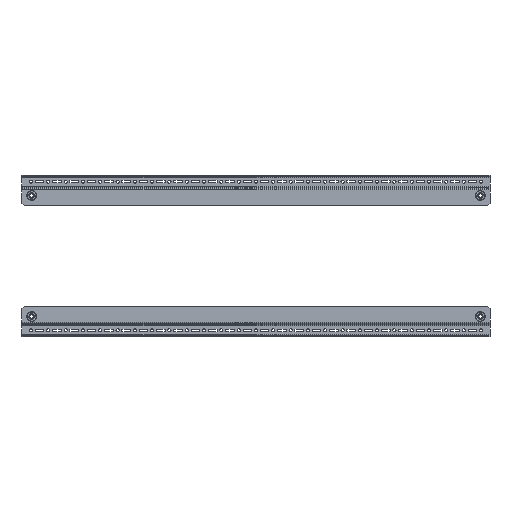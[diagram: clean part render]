
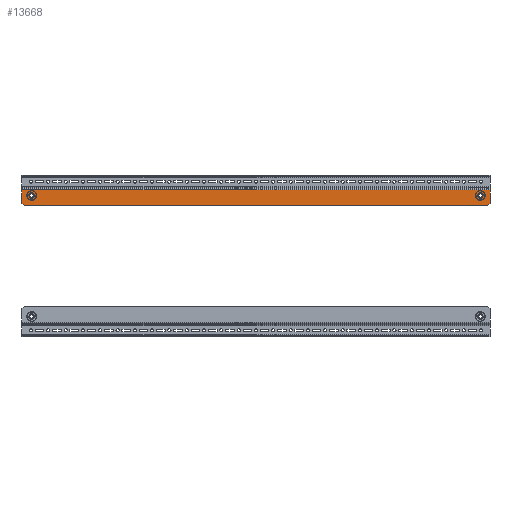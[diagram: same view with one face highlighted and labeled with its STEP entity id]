
A CAD part, left-side view. The second image highlights one B-rep face of the part: STEP entity #13668.
In plain terms, the highlighted face is planar.
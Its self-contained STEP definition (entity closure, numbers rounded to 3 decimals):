
#424 = LINE ( 'NONE', #7313, #12238 ) ;
#514 = AXIS2_PLACEMENT_3D ( 'NONE', #4503, #11905, #8634 ) ;
#633 = VERTEX_POINT ( 'NONE', #10347 ) ;
#727 = VERTEX_POINT ( 'NONE', #10392 ) ;
#889 = VECTOR ( 'NONE', #2924, 1000. ) ;
#916 = DIRECTION ( 'NONE',  ( 0.707, -0.707, 0. ) ) ;
#1044 = DIRECTION ( 'NONE',  ( 1., 0., 0. ) ) ;
#1068 = LINE ( 'NONE', #12413, #12048 ) ;
#1237 = DIRECTION ( 'NONE',  ( 1., 0., 0. ) ) ;
#1284 = AXIS2_PLACEMENT_3D ( 'NONE', #4381, #13733, #1044 ) ;
#1788 = DIRECTION ( 'NONE',  ( 0., 0., -1. ) ) ;
#1838 = VERTEX_POINT ( 'NONE', #13571 ) ;
#2124 = EDGE_CURVE ( 'NONE', #4324, #633, #13738, .T. ) ;
#2185 = CARTESIAN_POINT ( 'NONE',  ( 19.5, -324., -23.6 ) ) ;
#2258 = CARTESIAN_POINT ( 'NONE',  ( 34.5, 335., -23.6 ) ) ;
#2303 = DIRECTION ( 'NONE',  ( 0., 0., -1. ) ) ;
#2831 = DIRECTION ( 'NONE',  ( -1., 0., 0. ) ) ;
#2924 = DIRECTION ( 'NONE',  ( 0., -1., 0. ) ) ;
#2983 = ORIENTED_EDGE ( 'NONE', *, *, #5685, .T. ) ;
#2997 = CARTESIAN_POINT ( 'NONE',  ( 34.5, 335., -23.6 ) ) ;
#3034 = ORIENTED_EDGE ( 'NONE', *, *, #10527, .T. ) ;
#3057 = VECTOR ( 'NONE', #8527, 1000. ) ;
#3145 = VERTEX_POINT ( 'NONE', #3481 ) ;
#3182 = CARTESIAN_POINT ( 'NONE',  ( 11.375, -338., -23.6 ) ) ;
#3385 = CARTESIAN_POINT ( 'NONE',  ( 34.5, -335., -23.6 ) ) ;
#3404 = ORIENTED_EDGE ( 'NONE', *, *, #2124, .F. ) ;
#3481 = CARTESIAN_POINT ( 'NONE',  ( 11.375, -338., -23.6 ) ) ;
#3548 = EDGE_CURVE ( 'NONE', #4256, #3145, #5872, .T. ) ;
#4256 = VERTEX_POINT ( 'NONE', #7715 ) ;
#4324 = VERTEX_POINT ( 'NONE', #10977 ) ;
#4349 = ORIENTED_EDGE ( 'NONE', *, *, #12353, .T. ) ;
#4371 = LINE ( 'NONE', #4977, #889 ) ;
#4381 = CARTESIAN_POINT ( 'NONE',  ( 9.5, -338., -23.6 ) ) ;
#4402 = ORIENTED_EDGE ( 'NONE', *, *, #13593, .T. ) ;
#4489 = VERTEX_POINT ( 'NONE', #8956 ) ;
#4490 = EDGE_CURVE ( 'NONE', #10038, #12662, #4371, .T. ) ;
#4503 = CARTESIAN_POINT ( 'NONE',  ( 19.5, -324., -23.6 ) ) ;
#4642 = AXIS2_PLACEMENT_3D ( 'NONE', #7036, #1788, #6013 ) ;
#4977 = CARTESIAN_POINT ( 'NONE',  ( 34.5, -338., -23.6 ) ) ;
#5207 = ORIENTED_EDGE ( 'NONE', *, *, #11241, .T. ) ;
#5377 = ORIENTED_EDGE ( 'NONE', *, *, #10339, .F. ) ;
#5685 = EDGE_CURVE ( 'NONE', #12662, #727, #6323, .T. ) ;
#5872 = LINE ( 'NONE', #3182, #3057 ) ;
#6013 = DIRECTION ( 'NONE',  ( 1., 0., 0. ) ) ;
#6323 = LINE ( 'NONE', #7914, #8655 ) ;
#6996 = FACE_OUTER_BOUND ( 'NONE', #7329, .T. ) ;
#7036 = CARTESIAN_POINT ( 'NONE',  ( 19.5, 324., -23.6 ) ) ;
#7313 = CARTESIAN_POINT ( 'NONE',  ( 9.5, 338., -23.6 ) ) ;
#7329 = EDGE_LOOP ( 'NONE', ( #12813, #2983, #4349, #8316, #3034, #4402 ) ) ;
#7439 = EDGE_CURVE ( 'NONE', #13728, #4489, #10439, .T. ) ;
#7562 = CARTESIAN_POINT ( 'NONE',  ( 19.5, 324., -23.6 ) ) ;
#7715 = CARTESIAN_POINT ( 'NONE',  ( 11.375, 338., -23.6 ) ) ;
#7914 = CARTESIAN_POINT ( 'NONE',  ( 31.5, -338., -23.6 ) ) ;
#8316 = ORIENTED_EDGE ( 'NONE', *, *, #3548, .F. ) ;
#8515 = CARTESIAN_POINT ( 'NONE',  ( 23.5, -324., -23.6 ) ) ;
#8527 = DIRECTION ( 'NONE',  ( 0., -1., 0. ) ) ;
#8634 = DIRECTION ( 'NONE',  ( 1., 0., 0. ) ) ;
#8655 = VECTOR ( 'NONE', #8979, 1000. ) ;
#8912 = AXIS2_PLACEMENT_3D ( 'NONE', #2185, #10711, #13067 ) ;
#8956 = CARTESIAN_POINT ( 'NONE',  ( 15.5, -324., -23.6 ) ) ;
#8979 = DIRECTION ( 'NONE',  ( -0.707, -0.707, 0. ) ) ;
#8992 = EDGE_LOOP ( 'NONE', ( #11009, #5207 ) ) ;
#10038 = VERTEX_POINT ( 'NONE', #2258 ) ;
#10051 = CIRCLE ( 'NONE', #8912, 4. ) ;
#10178 = FACE_BOUND ( 'NONE', #12099, .T. ) ;
#10339 = EDGE_CURVE ( 'NONE', #633, #4324, #13414, .T. ) ;
#10347 = CARTESIAN_POINT ( 'NONE',  ( 23.5, 324., -23.6 ) ) ;
#10392 = CARTESIAN_POINT ( 'NONE',  ( 31.5, -338., -23.6 ) ) ;
#10439 = CIRCLE ( 'NONE', #514, 4. ) ;
#10527 = EDGE_CURVE ( 'NONE', #4256, #1838, #424, .T. ) ;
#10711 = DIRECTION ( 'NONE',  ( 0., 0., 1. ) ) ;
#10845 = VECTOR ( 'NONE', #916, 1000. ) ;
#10977 = CARTESIAN_POINT ( 'NONE',  ( 15.5, 324., -23.6 ) ) ;
#11009 = ORIENTED_EDGE ( 'NONE', *, *, #7439, .T. ) ;
#11241 = EDGE_CURVE ( 'NONE', #4489, #13728, #10051, .T. ) ;
#11479 = DIRECTION ( 'NONE',  ( 1., 0., 0. ) ) ;
#11905 = DIRECTION ( 'NONE',  ( 0., 0., 1. ) ) ;
#12048 = VECTOR ( 'NONE', #2831, 1000. ) ;
#12099 = EDGE_LOOP ( 'NONE', ( #5377, #3404 ) ) ;
#12238 = VECTOR ( 'NONE', #11479, 1000. ) ;
#12327 = LINE ( 'NONE', #2997, #10845 ) ;
#12353 = EDGE_CURVE ( 'NONE', #727, #3145, #1068, .T. ) ;
#12413 = CARTESIAN_POINT ( 'NONE',  ( 9.5, -338., -23.6 ) ) ;
#12438 = AXIS2_PLACEMENT_3D ( 'NONE', #7562, #2303, #1237 ) ;
#12662 = VERTEX_POINT ( 'NONE', #3385 ) ;
#12813 = ORIENTED_EDGE ( 'NONE', *, *, #4490, .T. ) ;
#12895 = PLANE ( 'NONE',  #1284 ) ;
#12998 = FACE_BOUND ( 'NONE', #8992, .T. ) ;
#13067 = DIRECTION ( 'NONE',  ( 1., 0., 0. ) ) ;
#13414 = CIRCLE ( 'NONE', #4642, 4. ) ;
#13571 = CARTESIAN_POINT ( 'NONE',  ( 31.5, 338., -23.6 ) ) ;
#13593 = EDGE_CURVE ( 'NONE', #1838, #10038, #12327, .T. ) ;
#13668 = ADVANCED_FACE ( 'NONE', ( #12998, #10178, #6996 ), #12895, .F. ) ;
#13728 = VERTEX_POINT ( 'NONE', #8515 ) ;
#13733 = DIRECTION ( 'NONE',  ( 0., 0., 1. ) ) ;
#13738 = CIRCLE ( 'NONE', #12438, 4. ) ;
